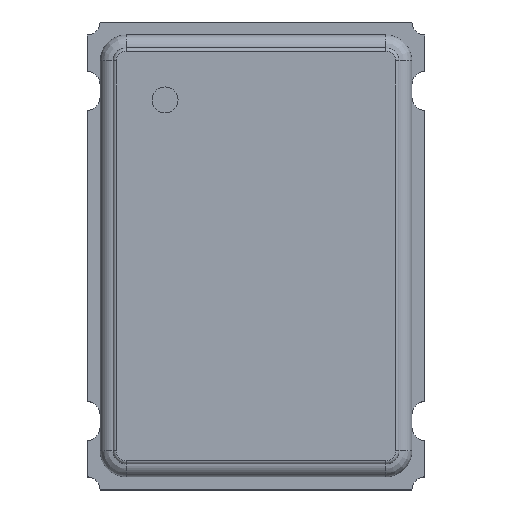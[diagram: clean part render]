
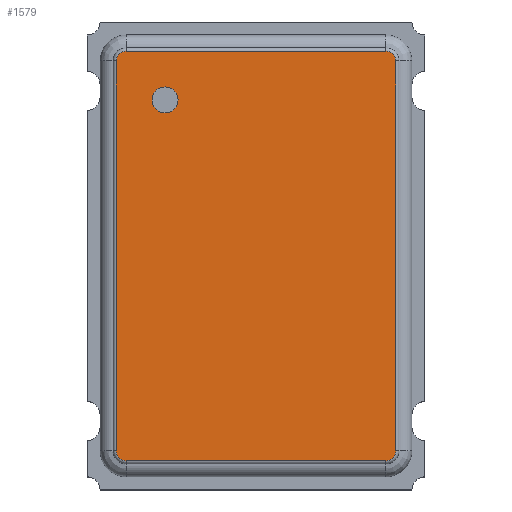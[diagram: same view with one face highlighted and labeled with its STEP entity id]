
A CAD part, top view. The second image highlights one B-rep face of the part: STEP entity #1579.
In plain terms, the highlighted planar face has unit normal (0, 0, 1).
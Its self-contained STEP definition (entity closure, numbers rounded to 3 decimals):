
#1120=CARTESIAN_POINT('',(-1.2,2.4,1.415));
#1121=VERTEX_POINT('',#1120);
#1130=CARTESIAN_POINT('',(-1.6,2.4,1.415));
#1131=VERTEX_POINT('',#1130);
#1132=CARTESIAN_POINT('',(-1.4,2.4,1.415));
#1133=DIRECTION('',(0.0,0.0,-1.0));
#1134=DIRECTION('',(1.0,0.0,0.0));
#1135=AXIS2_PLACEMENT_3D('',#1132,#1133,#1134);
#1136=CIRCLE('',#1135,0.2);
#1137=EDGE_CURVE('',#1131,#1121,#1136,.T.);
#1171=CARTESIAN_POINT('',(-1.4,2.4,1.415));
#1172=DIRECTION('',(0.0,0.0,-1.0));
#1173=DIRECTION('',(1.0,0.0,0.0));
#1174=AXIS2_PLACEMENT_3D('',#1171,#1172,#1173);
#1175=CIRCLE('',#1174,0.2);
#1176=EDGE_CURVE('',#1121,#1131,#1175,.T.);
#1198=CARTESIAN_POINT('',(-2.15,-3.,1.415));
#1199=VERTEX_POINT('',#1198);
#1207=CARTESIAN_POINT('',(-2.15,3.,1.415));
#1208=VERTEX_POINT('',#1207);
#1209=CARTESIAN_POINT('',(-2.15,-3.,1.415));
#1210=DIRECTION('',(0.0,1.0,0.0));
#1211=VECTOR('',#1210,6.);
#1212=LINE('',#1209,#1211);
#1213=EDGE_CURVE('',#1199,#1208,#1212,.T.);
#1240=CARTESIAN_POINT('',(-2.0,-3.15,1.415));
#1241=VERTEX_POINT('',#1240);
#1249=CARTESIAN_POINT('',(-2.0,-3.,1.415));
#1250=DIRECTION('',(0.,0.,-1.0));
#1251=DIRECTION('',(-0.707,-0.707,0.));
#1252=AXIS2_PLACEMENT_3D('',#1249,#1250,#1251);
#1253=CIRCLE('',#1252,0.15);
#1254=EDGE_CURVE('',#1241,#1199,#1253,.T.);
#1272=CARTESIAN_POINT('',(-2.0,3.15,1.415));
#1273=VERTEX_POINT('',#1272);
#1291=CARTESIAN_POINT('',(-2.0,3.,1.415));
#1292=DIRECTION('',(0.,0.,-1.0));
#1293=DIRECTION('',(-0.707,0.707,0.));
#1294=AXIS2_PLACEMENT_3D('',#1291,#1292,#1293);
#1295=CIRCLE('',#1294,0.15);
#1296=EDGE_CURVE('',#1208,#1273,#1295,.T.);
#1308=CARTESIAN_POINT('',(2.,-3.15,1.415));
#1309=VERTEX_POINT('',#1308);
#1317=CARTESIAN_POINT('',(2.,-3.15,1.415));
#1318=DIRECTION('',(-1.0,0.0,0.0));
#1319=VECTOR('',#1318,4.);
#1320=LINE('',#1317,#1319);
#1321=EDGE_CURVE('',#1309,#1241,#1320,.T.);
#1338=CARTESIAN_POINT('',(2.,3.15,1.415));
#1339=VERTEX_POINT('',#1338);
#1356=CARTESIAN_POINT('',(-2.0,3.15,1.415));
#1357=DIRECTION('',(1.0,0.0,0.0));
#1358=VECTOR('',#1357,4.);
#1359=LINE('',#1356,#1358);
#1360=EDGE_CURVE('',#1273,#1339,#1359,.T.);
#1372=CARTESIAN_POINT('',(2.15,-3.,1.415));
#1373=VERTEX_POINT('',#1372);
#1381=CARTESIAN_POINT('',(2.,-3.,1.415));
#1382=DIRECTION('',(0.,0.,-1.0));
#1383=DIRECTION('',(0.707,-0.707,0.));
#1384=AXIS2_PLACEMENT_3D('',#1381,#1382,#1383);
#1385=CIRCLE('',#1384,0.15);
#1386=EDGE_CURVE('',#1373,#1309,#1385,.T.);
#1404=CARTESIAN_POINT('',(2.15,3.,1.415));
#1405=VERTEX_POINT('',#1404);
#1423=CARTESIAN_POINT('',(2.0,3.,1.415));
#1424=DIRECTION('',(0.,0.,-1.0));
#1425=DIRECTION('',(0.707,0.707,0.));
#1426=AXIS2_PLACEMENT_3D('',#1423,#1424,#1425);
#1427=CIRCLE('',#1426,0.15);
#1428=EDGE_CURVE('',#1339,#1405,#1427,.T.);
#1446=CARTESIAN_POINT('',(2.15,3.,1.415));
#1447=DIRECTION('',(0.0,-1.0,0.0));
#1448=VECTOR('',#1447,6.);
#1449=LINE('',#1446,#1448);
#1450=EDGE_CURVE('',#1405,#1373,#1449,.T.);
#1560=CARTESIAN_POINT('',(0.0,0.,1.415));
#1561=DIRECTION('',(0.0,0.0,1.0));
#1562=DIRECTION('',(1.0,0.0,0.0));
#1563=AXIS2_PLACEMENT_3D('',#1560,#1561,#1562);
#1564=PLANE('',#1563);
#1565=ORIENTED_EDGE('',*,*,#1213,.F.);
#1566=ORIENTED_EDGE('',*,*,#1254,.F.);
#1567=ORIENTED_EDGE('',*,*,#1321,.F.);
#1568=ORIENTED_EDGE('',*,*,#1386,.F.);
#1569=ORIENTED_EDGE('',*,*,#1450,.F.);
#1570=ORIENTED_EDGE('',*,*,#1428,.F.);
#1571=ORIENTED_EDGE('',*,*,#1360,.F.);
#1572=ORIENTED_EDGE('',*,*,#1296,.F.);
#1573=EDGE_LOOP('',(#1565,#1566,#1567,#1568,#1569,#1570,#1571,#1572));
#1574=FACE_OUTER_BOUND('',#1573,.T.);
#1575=ORIENTED_EDGE('',*,*,#1176,.T.);
#1576=ORIENTED_EDGE('',*,*,#1137,.T.);
#1577=EDGE_LOOP('',(#1575,#1576));
#1578=FACE_BOUND('',#1577,.T.);
#1579=ADVANCED_FACE('',(#1574,#1578),#1564,.T.);
